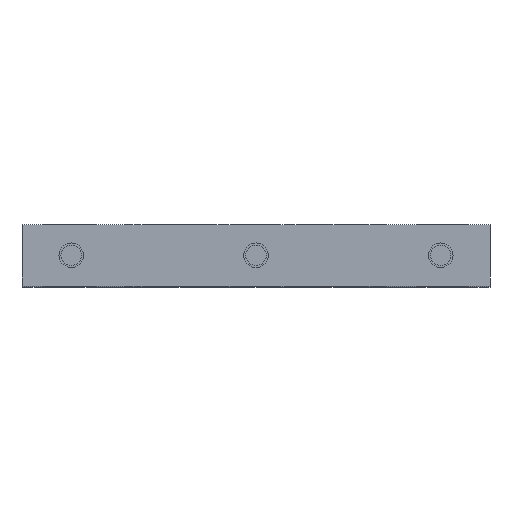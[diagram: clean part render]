
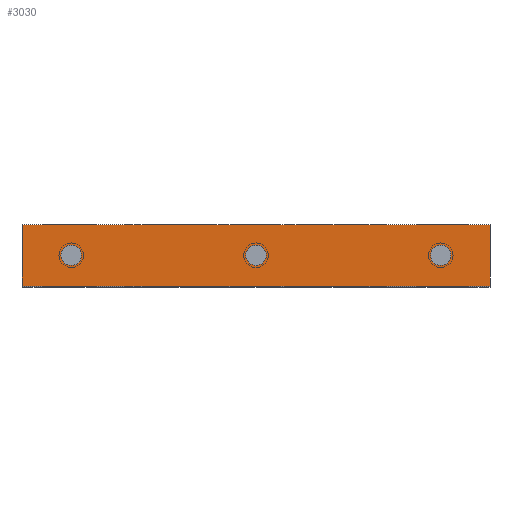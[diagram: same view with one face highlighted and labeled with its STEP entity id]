
A CAD part, top view. The second image highlights one B-rep face of the part: STEP entity #3030.
In plain terms, the highlighted planar face has unit normal (0, 0, 1).
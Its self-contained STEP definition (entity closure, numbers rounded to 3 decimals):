
#20=DIRECTION('',(1.,0.,0.));
#21=VECTOR('',#20,114.);
#22=CARTESIAN_POINT('',(-57.,0.,140.));
#23=LINE('',#22,#21);
#331=DIRECTION('',(1.,0.,0.));
#332=VECTOR('',#331,114.);
#333=CARTESIAN_POINT('',(-57.,15.,140.));
#334=LINE('',#333,#332);
#771=DIRECTION('',(0.,1.,0.));
#772=VECTOR('',#771,15.);
#773=CARTESIAN_POINT('',(57.,0.,140.));
#774=LINE('',#773,#772);
#795=DIRECTION('',(0.,1.,0.));
#796=VECTOR('',#795,15.);
#797=CARTESIAN_POINT('',(-57.,0.,140.));
#798=LINE('',#797,#796);
#799=CARTESIAN_POINT('',(0.,7.5,140.));
#800=DIRECTION('',(0.,0.,1.));
#801=DIRECTION('',(0.,1.,0.));
#802=AXIS2_PLACEMENT_3D('',#799,#800,#801);
#804=CARTESIAN_POINT('',(0.,7.5,140.));
#805=DIRECTION('',(0.,0.,1.));
#806=DIRECTION('',(0.,-1.,0.));
#807=AXIS2_PLACEMENT_3D('',#804,#805,#806);
#809=CARTESIAN_POINT('',(-45.,7.5,140.));
#810=DIRECTION('',(0.,0.,1.));
#811=DIRECTION('',(0.,1.,0.));
#812=AXIS2_PLACEMENT_3D('',#809,#810,#811);
#814=CARTESIAN_POINT('',(-45.,7.5,140.));
#815=DIRECTION('',(0.,0.,1.));
#816=DIRECTION('',(0.,-1.,0.));
#817=AXIS2_PLACEMENT_3D('',#814,#815,#816);
#819=CARTESIAN_POINT('',(45.,7.5,140.));
#820=DIRECTION('',(0.,0.,1.));
#821=DIRECTION('',(0.,1.,0.));
#822=AXIS2_PLACEMENT_3D('',#819,#820,#821);
#824=CARTESIAN_POINT('',(45.,7.5,140.));
#825=DIRECTION('',(0.,0.,1.));
#826=DIRECTION('',(0.,-1.,0.));
#827=AXIS2_PLACEMENT_3D('',#824,#825,#826);
#1859=CARTESIAN_POINT('',(-57.,0.,140.));
#1860=VERTEX_POINT('',#1859);
#1861=CARTESIAN_POINT('',(57.,0.,140.));
#1862=VERTEX_POINT('',#1861);
#1871=CARTESIAN_POINT('',(-57.,15.,140.));
#1872=VERTEX_POINT('',#1871);
#1873=CARTESIAN_POINT('',(57.,15.,140.));
#1874=VERTEX_POINT('',#1873);
#1899=CARTESIAN_POINT('',(0.,10.,140.));
#1900=CARTESIAN_POINT('',(0.,5.,140.));
#1901=VERTEX_POINT('',#1899);
#1902=VERTEX_POINT('',#1900);
#1903=CARTESIAN_POINT('',(-45.,10.,140.));
#1904=CARTESIAN_POINT('',(-45.,5.,140.));
#1905=VERTEX_POINT('',#1903);
#1906=VERTEX_POINT('',#1904);
#1907=CARTESIAN_POINT('',(45.,10.,140.));
#1908=CARTESIAN_POINT('',(45.,5.,140.));
#1909=VERTEX_POINT('',#1907);
#1910=VERTEX_POINT('',#1908);
#3000=CARTESIAN_POINT('',(-57.,0.,140.));
#3001=DIRECTION('',(0.,0.,1.));
#3002=DIRECTION('',(1.,0.,0.));
#3003=AXIS2_PLACEMENT_3D('',#3000,#3001,#3002);
#3004=PLANE('',#3003);
#3005=ORIENTED_EDGE('',*,*,#2432,.F.);
#3007=ORIENTED_EDGE('',*,*,#3006,.T.);
#3008=ORIENTED_EDGE('',*,*,#2694,.T.);
#3009=ORIENTED_EDGE('',*,*,#2981,.F.);
#3010=EDGE_LOOP('',(#3005,#3007,#3008,#3009));
#3011=FACE_OUTER_BOUND('',#3010,.F.);
#3013=ORIENTED_EDGE('',*,*,#3012,.T.);
#3015=ORIENTED_EDGE('',*,*,#3014,.T.);
#3016=EDGE_LOOP('',(#3013,#3015));
#3017=FACE_BOUND('',#3016,.F.);
#3019=ORIENTED_EDGE('',*,*,#3018,.T.);
#3021=ORIENTED_EDGE('',*,*,#3020,.T.);
#3022=EDGE_LOOP('',(#3019,#3021));
#3023=FACE_BOUND('',#3022,.F.);
#3025=ORIENTED_EDGE('',*,*,#3024,.T.);
#3027=ORIENTED_EDGE('',*,*,#3026,.T.);
#3028=EDGE_LOOP('',(#3025,#3027));
#3029=FACE_BOUND('',#3028,.F.);
#3030=ADVANCED_FACE('',(#3011,#3017,#3023,#3029),#3004,.T.);
#803=CIRCLE('',#802,2.5);
#808=CIRCLE('',#807,2.5);
#813=CIRCLE('',#812,2.5);
#818=CIRCLE('',#817,2.5);
#823=CIRCLE('',#822,2.5);
#828=CIRCLE('',#827,2.5);
#2432=EDGE_CURVE('',#1860,#1862,#23,.T.);
#2694=EDGE_CURVE('',#1872,#1874,#334,.T.);
#2981=EDGE_CURVE('',#1862,#1874,#774,.T.);
#3006=EDGE_CURVE('',#1860,#1872,#798,.T.);
#3012=EDGE_CURVE('',#1901,#1902,#803,.T.);
#3014=EDGE_CURVE('',#1902,#1901,#808,.T.);
#3018=EDGE_CURVE('',#1905,#1906,#813,.T.);
#3020=EDGE_CURVE('',#1906,#1905,#818,.T.);
#3024=EDGE_CURVE('',#1909,#1910,#823,.T.);
#3026=EDGE_CURVE('',#1910,#1909,#828,.T.);
